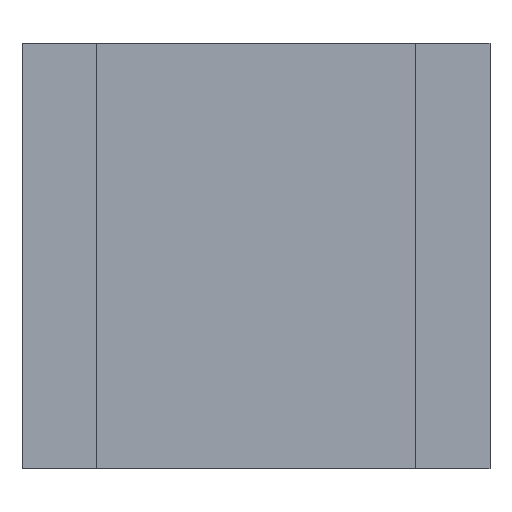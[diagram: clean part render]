
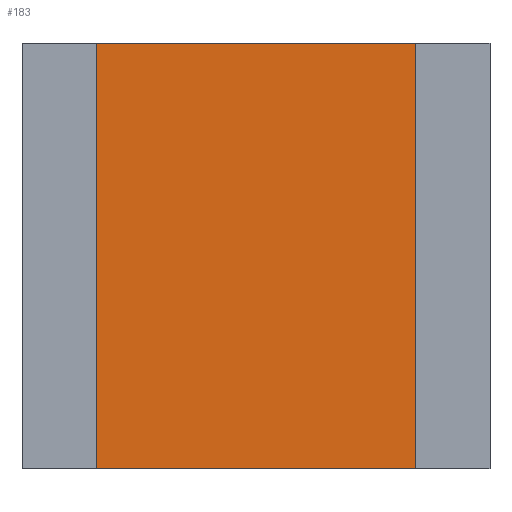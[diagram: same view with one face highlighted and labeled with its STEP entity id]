
A CAD part, top view. The second image highlights one B-rep face of the part: STEP entity #183.
In plain terms, the highlighted planar face has unit normal (0, 0, 1).
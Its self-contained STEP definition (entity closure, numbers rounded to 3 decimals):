
#17=FACE_OUTER_BOUND('',#27,.T.);
#27=EDGE_LOOP('',(#131,#132,#133,#134));
#37=LINE('',#269,#61);
#41=LINE('',#278,#65);
#43=LINE('',#281,#67);
#44=LINE('',#282,#68);
#61=VECTOR('',#221,10.);
#65=VECTOR('',#227,10.);
#67=VECTOR('',#231,10.);
#68=VECTOR('',#232,10.);
#85=VERTEX_POINT('',#266);
#86=VERTEX_POINT('',#268);
#89=VERTEX_POINT('',#275);
#90=VERTEX_POINT('',#277);
#101=EDGE_CURVE('',#86,#85,#37,.T.);
#105=EDGE_CURVE('',#90,#89,#41,.T.);
#107=EDGE_CURVE('',#85,#90,#43,.T.);
#108=EDGE_CURVE('',#89,#86,#44,.T.);
#131=ORIENTED_EDGE('',*,*,#107,.T.);
#132=ORIENTED_EDGE('',*,*,#105,.T.);
#133=ORIENTED_EDGE('',*,*,#108,.T.);
#134=ORIENTED_EDGE('',*,*,#101,.T.);
#173=PLANE('',#207);
#183=ADVANCED_FACE('',(#17),#173,.T.);
#207=AXIS2_PLACEMENT_3D('',#280,#229,#230);
#221=DIRECTION('',(0.,-1.,0.));
#227=DIRECTION('',(0.,1.,0.));
#229=DIRECTION('center_axis',(0.,0.,1.));
#230=DIRECTION('ref_axis',(1.,0.,0.));
#231=DIRECTION('',(1.,0.,0.));
#232=DIRECTION('',(-1.,0.,0.));
#266=CARTESIAN_POINT('',(-0.75,-1.,0.84));
#268=CARTESIAN_POINT('',(-0.75,1.,0.84));
#269=CARTESIAN_POINT('',(-0.75,-1.,0.84));
#275=CARTESIAN_POINT('',(0.75,1.,0.84));
#277=CARTESIAN_POINT('',(0.75,-1.,0.84));
#278=CARTESIAN_POINT('',(0.75,1.,0.84));
#280=CARTESIAN_POINT('Origin',(0.,0.,
0.84));
#281=CARTESIAN_POINT('',(0.75,-1.,0.84));
#282=CARTESIAN_POINT('',(-0.75,1.,0.84));
